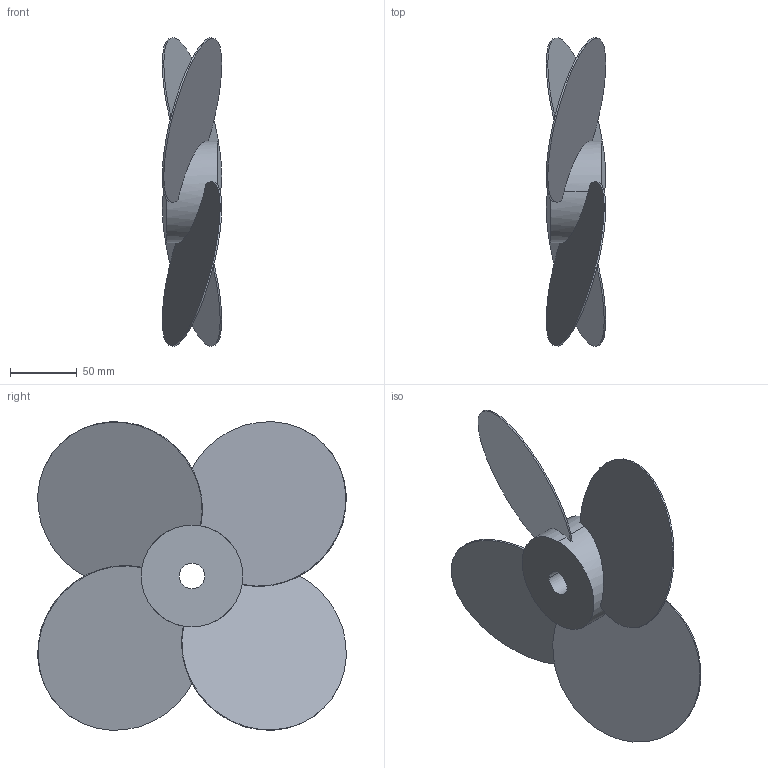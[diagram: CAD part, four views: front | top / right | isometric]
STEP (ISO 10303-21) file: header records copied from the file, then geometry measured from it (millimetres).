
FILE_DESCRIPTION(('produced by SPATIAL CORP'),'2;1');
FILE_NAME( 'af54-175.prt.hh.sat.stp', '2002-04-19T13:34:18+00:00',('SPATIAL CORP'),('SPATIAL CORP'), 'ACIS STEP Husk','http://www.spatial.com','SPATIAL CORP');
FILE_SCHEMA(('CONFIG_CONTROL_DESIGN'));
Length unit declared in the file: millimetre
Products named in the file (1): PRODUCT_ID_1
Bounding box: 44.63 x 231.11 x 231.11 mm (x, y, z)
Volume: 168712.8 mm3; surface area: 122875.1 mm2
Topology: 1 solids, 1 shells, 62 faces, 153 edges, 94 vertices
Faces by surface type: plane 29, cylinder 26, cone 7
Entity records: 1777 total; most frequent: CARTESIAN_POINT 340, ORIENTED_EDGE 306, DIRECTION 273, EDGE_CURVE 153, AXIS2_PLACEMENT_3D 114, VERTEX_POINT 94, EDGE_LOOP 65, FACE_BOUND 65
